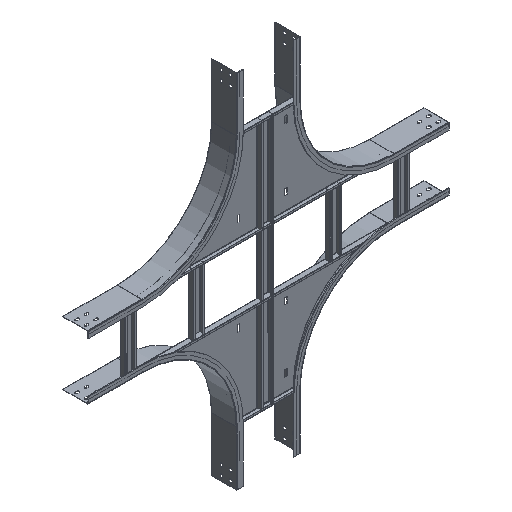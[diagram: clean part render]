
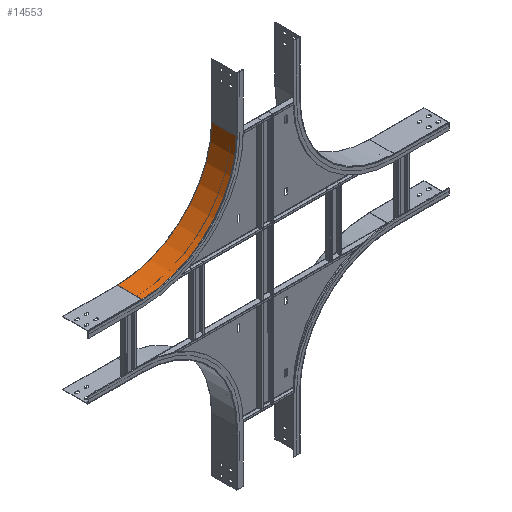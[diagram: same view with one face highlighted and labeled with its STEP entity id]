
A CAD part, isometric view. The second image highlights one B-rep face of the part: STEP entity #14553.
In plain terms, the highlighted cylindrical face has radius 298.8 mm (diameter 597.6 mm), a partial arc.
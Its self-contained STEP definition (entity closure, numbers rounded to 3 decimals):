
#22 = AXIS2_PLACEMENT_3D ( 'NONE', #13505, #13506, #13507 ) ;
#67 = AXIS2_PLACEMENT_3D ( 'NONE', #14848, #14847, #14846 ) ;
#101 = EDGE_CURVE ( 'NONE', #2413, #2444, #11302, .T. ) ;
#130 = EDGE_CURVE ( 'NONE', #2476, #2413, #11349, .T. ) ;
#159 = EDGE_CURVE ( 'NONE', #2486, #2476, #11393, .T. ) ;
#299 = EDGE_CURVE ( 'NONE', #2486, #2444, #10126, .T. ) ;
#696 = ORIENTED_EDGE ( 'NONE', *, *, #101, .F. ) ;
#697 = ORIENTED_EDGE ( 'NONE', *, *, #299, .T. ) ;
#698 = ORIENTED_EDGE ( 'NONE', *, *, #159, .F. ) ;
#699 = ORIENTED_EDGE ( 'NONE', *, *, #130, .F. ) ;
#2413 = VERTEX_POINT ( 'NONE', #2604 ) ;
#2444 = VERTEX_POINT ( 'NONE', #2635 ) ;
#2476 = VERTEX_POINT ( 'NONE', #2667 ) ;
#2486 = VERTEX_POINT ( 'NONE', #2677 ) ;
#2604 = CARTESIAN_POINT ( 'NONE',  ( -400., -18., 199. ) ) ;
#2635 = CARTESIAN_POINT ( 'NONE',  ( -400., 60.201, 199. ) ) ;
#2667 = CARTESIAN_POINT ( 'NONE',  ( -101.2, -18., 497.8 ) ) ;
#2677 = CARTESIAN_POINT ( 'NONE',  ( -101.2, 60.201, 497.8 ) ) ;
#3828 = CARTESIAN_POINT ( 'NONE',  ( -101.2, -18., 497.8 ) ) ;
#10126 = CIRCLE ( 'NONE', #22, 298.8 ) ;
#10606 = DIRECTION ( 'NONE',  ( 0., -1., 0. ) ) ;
#11302 = LINE ( 'NONE', #14924, #11306 ) ;
#11306 = VECTOR ( 'NONE', #14925, 1000. ) ;
#11349 = CIRCLE ( 'NONE', #67, 298.8 ) ;
#11393 = LINE ( 'NONE', #3828, #11403 ) ;
#11403 = VECTOR ( 'NONE', #10606, 1000. ) ;
#11835 = DIRECTION ( 'NONE',  ( 0., 0., -1. ) ) ;
#11839 = DIRECTION ( 'NONE',  ( 0., 1., 0. ) ) ;
#11842 = CARTESIAN_POINT ( 'NONE',  ( -400., -19.8, 497.8 ) ) ;
#12200 = AXIS2_PLACEMENT_3D ( 'NONE', #11842, #11839, #11835 ) ;
#13221 = FACE_OUTER_BOUND ( 'NONE', #13606, .T. ) ;
#13223 = CYLINDRICAL_SURFACE ( 'NONE', #12200, 298.8 ) ;
#13505 = CARTESIAN_POINT ( 'NONE',  ( -400., 60.201, 497.8 ) ) ;
#13506 = DIRECTION ( 'NONE',  ( 0., 1., 0. ) ) ;
#13507 = DIRECTION ( 'NONE',  ( 0., 0., -1. ) ) ;
#13606 = EDGE_LOOP ( 'NONE', ( #699, #698, #697, #696 ) ) ;
#14553 = ADVANCED_FACE ( 'NONE', ( #13221 ), #13223, .F. ) ;
#14846 = DIRECTION ( 'NONE',  ( 0., 0., -1. ) ) ;
#14847 = DIRECTION ( 'NONE',  ( 0., 1., 0. ) ) ;
#14848 = CARTESIAN_POINT ( 'NONE',  ( -400., -18., 497.8 ) ) ;
#14924 = CARTESIAN_POINT ( 'NONE',  ( -400., 44.26, 199. ) ) ;
#14925 = DIRECTION ( 'NONE',  ( 0., 1., 0. ) ) ;
